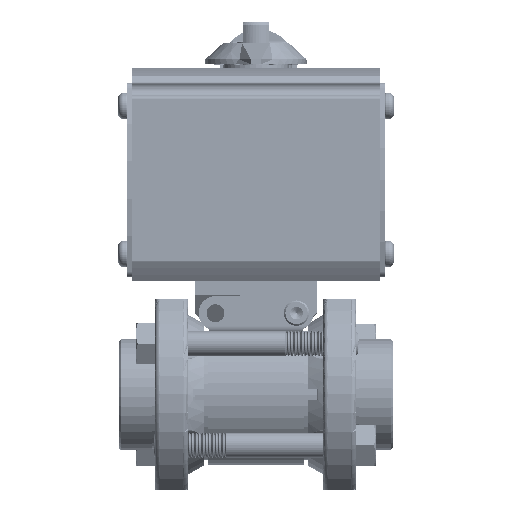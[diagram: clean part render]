
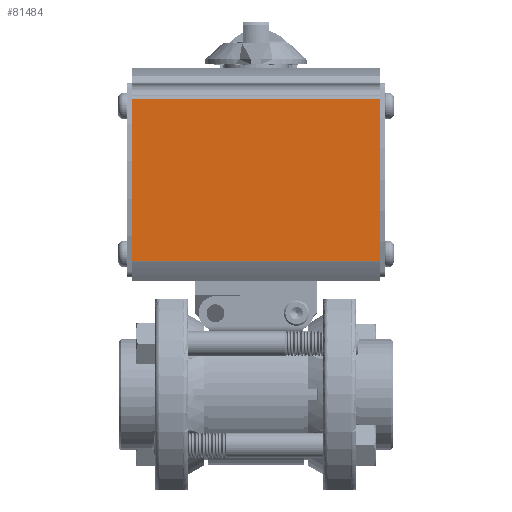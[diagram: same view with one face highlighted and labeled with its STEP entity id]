
A CAD part, top view. The second image highlights one B-rep face of the part: STEP entity #81484.
In plain terms, the highlighted planar face has unit normal (0, 0, 1).
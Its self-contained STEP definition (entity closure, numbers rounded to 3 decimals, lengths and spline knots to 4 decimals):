
#2184 = VECTOR ( 'NONE', #62856, 39.3701 ) ;
#5934 = EDGE_CURVE ( 'NONE', #54168, #149368, #45539, .T. ) ;
#10279 = EDGE_CURVE ( 'NONE', #136944, #149368, #92575, .T. ) ;
#26656 = PLANE ( 'NONE',  #75319 ) ;
#27049 = EDGE_CURVE ( 'NONE', #136944, #107267, #54120, .T. ) ;
#30405 = CARTESIAN_POINT ( 'NONE',  ( -5.0403, 1.6529, 1.17 ) ) ;
#40943 = DIRECTION ( 'NONE',  ( 0., -1., 0. ) ) ;
#43213 = ORIENTED_EDGE ( 'NONE', *, *, #27049, .T. ) ;
#45539 = LINE ( 'NONE', #162478, #182944 ) ;
#52418 = CARTESIAN_POINT ( 'NONE',  ( -1.5275, 3.6544, 1.17 ) ) ;
#54120 = LINE ( 'NONE', #30405, #124932 ) ;
#54168 = VERTEX_POINT ( 'NONE', #66928 ) ;
#54556 = DIRECTION ( 'NONE',  ( 0., 0., -1. ) ) ;
#62856 = DIRECTION ( 'NONE',  ( 0., -1., 0. ) ) ;
#66928 = CARTESIAN_POINT ( 'NONE',  ( 1.5275, 3.6471, 1.17 ) ) ;
#71853 = ORIENTED_EDGE ( 'NONE', *, *, #10279, .F. ) ;
#75319 = AXIS2_PLACEMENT_3D ( 'NONE', #97230, #54556, #40943 ) ;
#81484 = ADVANCED_FACE ( 'NONE', ( #124692 ), #26656, .F. ) ;
#88665 = EDGE_CURVE ( 'NONE', #54168, #107267, #115207, .T. ) ;
#92575 = LINE ( 'NONE', #52418, #163526 ) ;
#96479 = CARTESIAN_POINT ( 'NONE',  ( -1.5275, 1.6529, 1.17 ) ) ;
#97230 = CARTESIAN_POINT ( 'NONE',  ( -5.0403, 3.6544, 1.17 ) ) ;
#107267 = VERTEX_POINT ( 'NONE', #170888 ) ;
#115207 = LINE ( 'NONE', #175618, #2184 ) ;
#124692 = FACE_OUTER_BOUND ( 'NONE', #169941, .T. ) ;
#124932 = VECTOR ( 'NONE', #129433, 39.3701 ) ;
#127915 = ORIENTED_EDGE ( 'NONE', *, *, #5934, .T. ) ;
#129433 = DIRECTION ( 'NONE',  ( 1., 0., 0. ) ) ;
#136027 = CARTESIAN_POINT ( 'NONE',  ( -1.5275, 3.6471, 1.17 ) ) ;
#136944 = VERTEX_POINT ( 'NONE', #96479 ) ;
#140613 = ORIENTED_EDGE ( 'NONE', *, *, #88665, .F. ) ;
#149368 = VERTEX_POINT ( 'NONE', #136027 ) ;
#161886 = DIRECTION ( 'NONE',  ( -1., 0., 0. ) ) ;
#162478 = CARTESIAN_POINT ( 'NONE',  ( -5.0403, 3.6471, 1.17 ) ) ;
#163526 = VECTOR ( 'NONE', #179406, 39.3701 ) ;
#169941 = EDGE_LOOP ( 'NONE', ( #140613, #127915, #71853, #43213 ) ) ;
#170888 = CARTESIAN_POINT ( 'NONE',  ( 1.5275, 1.6529, 1.17 ) ) ;
#175618 = CARTESIAN_POINT ( 'NONE',  ( 1.5275, 3.6544, 1.17 ) ) ;
#179406 = DIRECTION ( 'NONE',  ( 0., 1., 0. ) ) ;
#182944 = VECTOR ( 'NONE', #161886, 39.3701 ) ;
